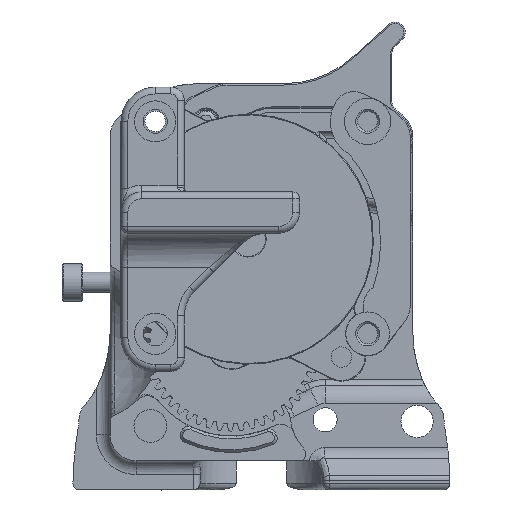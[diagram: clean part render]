
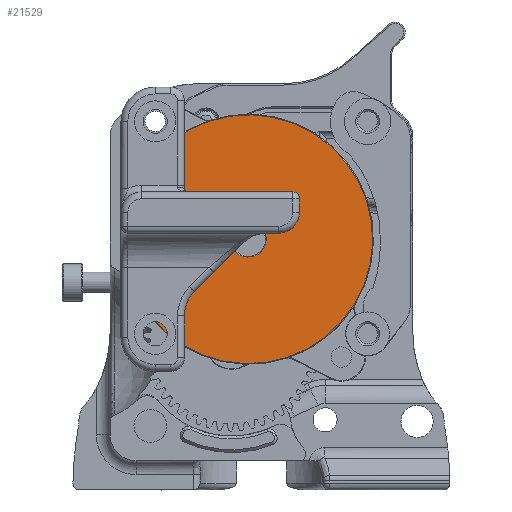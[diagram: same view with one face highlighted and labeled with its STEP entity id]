
A CAD part, left-side view. The second image highlights one B-rep face of the part: STEP entity #21529.
In plain terms, the highlighted face is planar.
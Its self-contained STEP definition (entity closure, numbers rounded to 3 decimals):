
#652=FACE_BOUND('',#6391,.T.);
#5090=FACE_OUTER_BOUND('',#6390,.T.);
#6390=EDGE_LOOP('',(#17829));
#6391=EDGE_LOOP('',(#17830));
#7981=CIRCLE('',#23882,2.6);
#7983=CIRCLE('',#23885,18.15);
#9718=VERTEX_POINT('',#38210);
#9721=VERTEX_POINT('',#38217);
#12438=EDGE_CURVE('',#9718,#9718,#7981,.T.);
#12441=EDGE_CURVE('',#9721,#9721,#7983,.T.);
#17829=ORIENTED_EDGE('',*,*,#12441,.T.);
#17830=ORIENTED_EDGE('',*,*,#12438,.T.);
#20586=PLANE('',#24052);
#21529=ADVANCED_FACE('',(#5090,#652),#20586,.T.);
#23882=AXIS2_PLACEMENT_3D('',#38212,#29125,#29126);
#23885=AXIS2_PLACEMENT_3D('',#38219,#29132,#29133);
#24052=AXIS2_PLACEMENT_3D('',#38590,#29534,#29535);
#29125=DIRECTION('center_axis',(0.,0.,
1.));
#29126=DIRECTION('ref_axis',(0.,1.,0.));
#29132=DIRECTION('center_axis',(0.,0.,-1.));
#29133=DIRECTION('ref_axis',(1.,0.,0.));
#29534=DIRECTION('center_axis',(0.,0.,-1.));
#29535=DIRECTION('ref_axis',(-1.,0.,0.));
#38210=CARTESIAN_POINT('',(0.,22.9,-23.5));
#38212=CARTESIAN_POINT('Origin',(0.,25.5,-23.5));
#38217=CARTESIAN_POINT('',(-18.15,25.5,-23.5));
#38219=CARTESIAN_POINT('Origin',(0.,25.5,-23.5));
#38590=CARTESIAN_POINT('Origin',(0.,25.5,-23.5));
